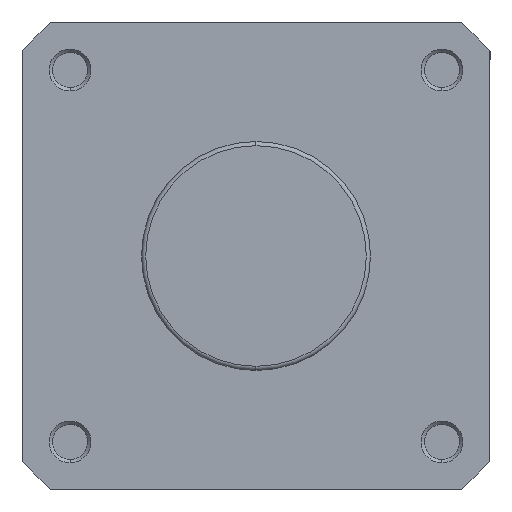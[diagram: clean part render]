
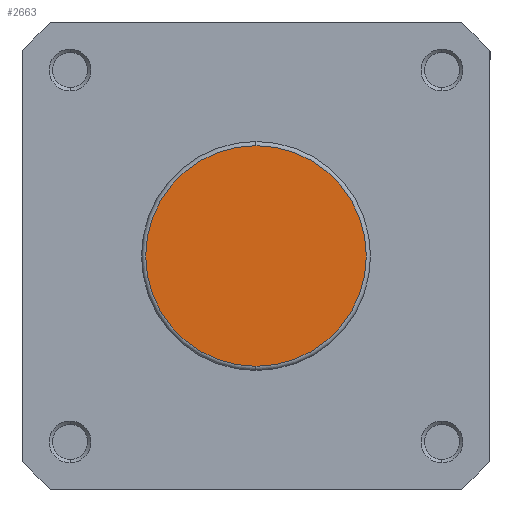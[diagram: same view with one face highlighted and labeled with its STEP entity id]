
A CAD part, left-side view. The second image highlights one B-rep face of the part: STEP entity #2663.
In plain terms, the highlighted planar face has unit normal (-1, 0, 0).
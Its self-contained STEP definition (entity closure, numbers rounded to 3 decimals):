
#108 = EDGE_CURVE ( 'NONE', #4956, #4706, #2388, .T. ) ;
#205 = EDGE_CURVE ( 'NONE', #4706, #4956, #2509, .T. ) ;
#345 = AXIS2_PLACEMENT_3D ( 'NONE', #4989, #4808, #4761 ) ;
#395 = AXIS2_PLACEMENT_3D ( 'NONE', #3095, #3094, #3030 ) ;
#606 = AXIS2_PLACEMENT_3D ( 'NONE', #4004, #4027, #4028 ) ;
#990 = FACE_OUTER_BOUND ( 'NONE', #2292, .T. ) ;
#1396 = ORIENTED_EDGE ( 'NONE', *, *, #108, .T. ) ;
#1397 = ORIENTED_EDGE ( 'NONE', *, *, #205, .T. ) ;
#2292 = EDGE_LOOP ( 'NONE', ( #1397, #1396 ) ) ;
#2388 = CIRCLE ( 'NONE', #345, 26.4 ) ;
#2509 = CIRCLE ( 'NONE', #395, 26.4 ) ;
#2663 = ADVANCED_FACE ( 'NONE', ( #990 ), #4013, .F. ) ;
#3030 = DIRECTION ( 'NONE',  ( 0., 0., -1. ) ) ;
#3094 = DIRECTION ( 'NONE',  ( -1., 0., 0. ) ) ;
#3095 = CARTESIAN_POINT ( 'NONE',  ( 0., 0., 0. ) ) ;
#4004 = CARTESIAN_POINT ( 'NONE',  ( 0., 27.4, 0. ) ) ;
#4013 = PLANE ( 'NONE',  #606 ) ;
#4027 = DIRECTION ( 'NONE',  ( 1., 0., 0. ) ) ;
#4028 = DIRECTION ( 'NONE',  ( 0., 0., -1. ) ) ;
#4706 = VERTEX_POINT ( 'NONE', #5247 ) ;
#4761 = DIRECTION ( 'NONE',  ( 0., 0., -1. ) ) ;
#4808 = DIRECTION ( 'NONE',  ( -1., 0., 0. ) ) ;
#4956 = VERTEX_POINT ( 'NONE', #5400 ) ;
#4989 = CARTESIAN_POINT ( 'NONE',  ( 0., 0., 0. ) ) ;
#5247 = CARTESIAN_POINT ( 'NONE',  ( 0., 0., -26.4 ) ) ;
#5400 = CARTESIAN_POINT ( 'NONE',  ( 0., 0., 26.4 ) ) ;
